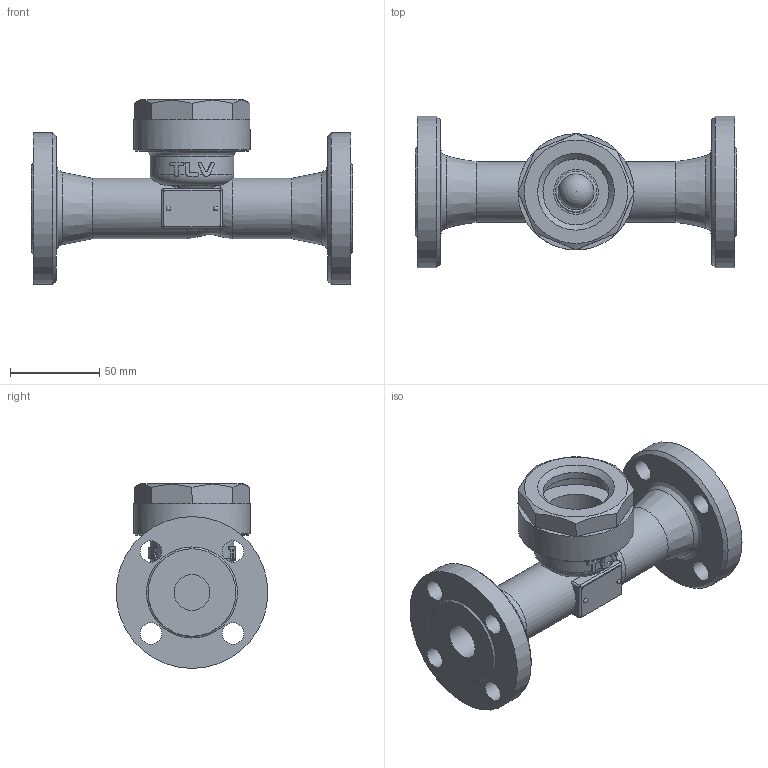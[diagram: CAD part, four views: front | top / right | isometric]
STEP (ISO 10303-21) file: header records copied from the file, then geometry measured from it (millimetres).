
FILE_DESCRIPTION((''),'2;1');
FILE_NAME('t8n00-020-jis05-00.stp','2010-06-16T11:14:47',('nakaot'),(''),'Autodesk Inventor 2008','Autodesk Inventor 2008','');
FILE_SCHEMA(('AUTOMOTIVE_DESIGN { 1 0 10303 214 1 1 1 1 }'));
Length unit declared in the file: millimetre
Products named in the file (1): t8n00-020-jis05-00
Bounding box: 180 x 85 x 103.5 mm (x, y, z)
Volume: 335827.6 mm3; surface area: 71515.7 mm2
Topology: 2 solids, 2 shells, 144 faces, 363 edges, 224 vertices
Faces by surface type: plane 46, bspline 41, cylinder 36, cone 11, sphere 9, torus 1
Full cylindrical faces by diameter (mm): 12 x4, 20 x1, 23 x1, 25 x1, 34 x2, 37 x2, 47 x1, 51 x1, 56 x1, 65 x1, 85 x1
Entity records: 10479 total; most frequent: CARTESIAN_POINT 7521, ORIENTED_EDGE 594, DIRECTION 530, EDGE_CURVE 297, AXIS2_PLACEMENT_3D 218, EDGE_LOOP 213, VERTEX_POINT 209, FACE_OUTER_BOUND 144
